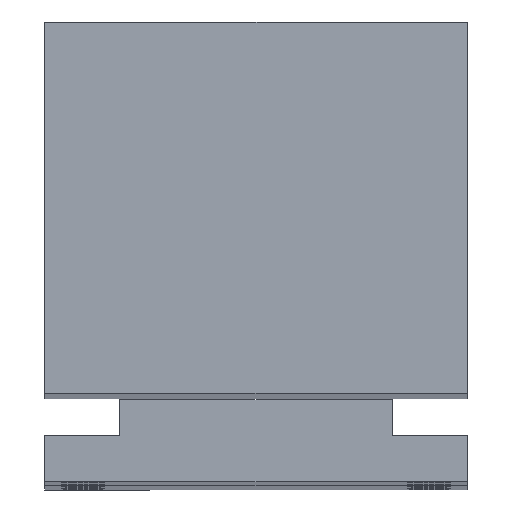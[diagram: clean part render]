
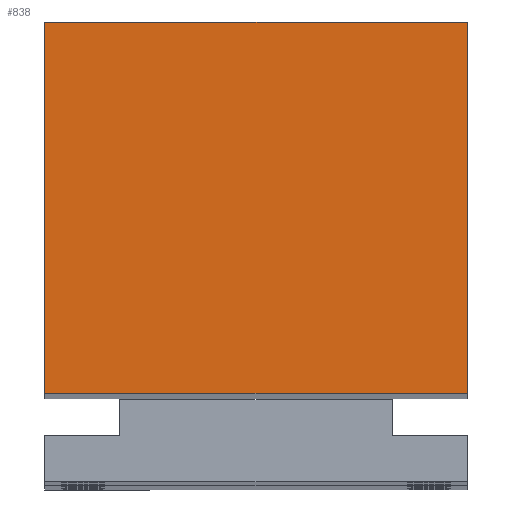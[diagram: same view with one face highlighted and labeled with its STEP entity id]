
A CAD part, top view. The second image highlights one B-rep face of the part: STEP entity #838.
In plain terms, the highlighted face is planar.
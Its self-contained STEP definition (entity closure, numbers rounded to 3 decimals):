
#89 = PLANE ( 'NONE',  #556 ) ;
#209 = FACE_OUTER_BOUND ( 'NONE', #5810, .T. ) ;
#249 = CARTESIAN_POINT ( 'NONE',  ( -190., 27.5, -24.15 ) ) ;
#288 = DIRECTION ( 'NONE',  ( 0., -1., 0. ) ) ;
#556 = AXIS2_PLACEMENT_3D ( 'NONE', #2928, #9797, #7965 ) ;
#838 = ADVANCED_FACE ( 'NONE', ( #209 ), #89, .T. ) ;
#1263 = VERTEX_POINT ( 'NONE', #3985 ) ;
#1587 = EDGE_CURVE ( 'NONE', #6268, #2067, #5968, .T. ) ;
#1803 = VECTOR ( 'NONE', #11842, 1000. ) ;
#2032 = VERTEX_POINT ( 'NONE', #9933 ) ;
#2067 = VERTEX_POINT ( 'NONE', #8034 ) ;
#2928 = CARTESIAN_POINT ( 'NONE',  ( -190., 27.5, -24.15 ) ) ;
#3149 = LINE ( 'NONE', #249, #1803 ) ;
#3151 = CARTESIAN_POINT ( 'NONE',  ( -190., 27.5, -24.15 ) ) ;
#3985 = CARTESIAN_POINT ( 'NONE',  ( -190., 27.5, 24.15 ) ) ;
#4913 = EDGE_CURVE ( 'NONE', #1263, #2032, #5682, .T. ) ;
#5139 = EDGE_CURVE ( 'NONE', #6268, #1263, #3149, .T. ) ;
#5429 = CARTESIAN_POINT ( 'NONE',  ( -190., 27.5, 24.15 ) ) ;
#5682 = LINE ( 'NONE', #5429, #11854 ) ;
#5810 = EDGE_LOOP ( 'NONE', ( #10146, #11985, #5938, #12378 ) ) ;
#5938 = ORIENTED_EDGE ( 'NONE', *, *, #5139, .F. ) ;
#5968 = LINE ( 'NONE', #10758, #8448 ) ;
#6268 = VERTEX_POINT ( 'NONE', #3151 ) ;
#7393 = LINE ( 'NONE', #8343, #8685 ) ;
#7965 = DIRECTION ( 'NONE',  ( 0., 0., 1. ) ) ;
#8034 = CARTESIAN_POINT ( 'NONE',  ( -190., -27.5, -24.15 ) ) ;
#8343 = CARTESIAN_POINT ( 'NONE',  ( -190., -27.5, -24.15 ) ) ;
#8399 = DIRECTION ( 'NONE',  ( 0., 0., 1. ) ) ;
#8448 = VECTOR ( 'NONE', #288, 1000. ) ;
#8685 = VECTOR ( 'NONE', #8399, 1000. ) ;
#9283 = DIRECTION ( 'NONE',  ( 0., -1., 0. ) ) ;
#9797 = DIRECTION ( 'NONE',  ( -1., 0., 0. ) ) ;
#9933 = CARTESIAN_POINT ( 'NONE',  ( -190., -27.5, 24.15 ) ) ;
#10146 = ORIENTED_EDGE ( 'NONE', *, *, #11769, .T. ) ;
#10758 = CARTESIAN_POINT ( 'NONE',  ( -190., 27.5, -24.15 ) ) ;
#11769 = EDGE_CURVE ( 'NONE', #2067, #2032, #7393, .T. ) ;
#11842 = DIRECTION ( 'NONE',  ( 0., 0., 1. ) ) ;
#11854 = VECTOR ( 'NONE', #9283, 1000. ) ;
#11985 = ORIENTED_EDGE ( 'NONE', *, *, #4913, .F. ) ;
#12378 = ORIENTED_EDGE ( 'NONE', *, *, #1587, .T. ) ;
